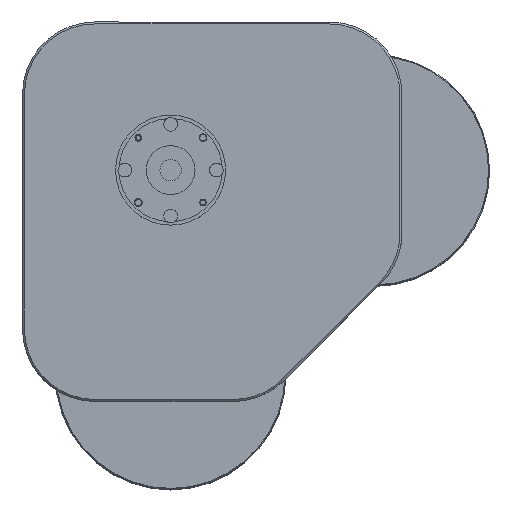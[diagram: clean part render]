
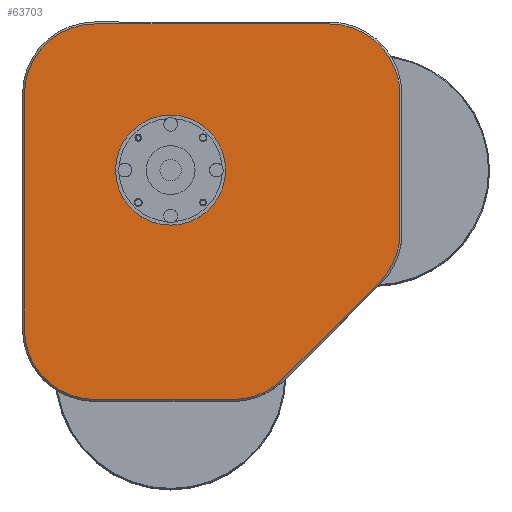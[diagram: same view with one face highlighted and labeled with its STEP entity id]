
A CAD part, top view. The second image highlights one B-rep face of the part: STEP entity #63703.
In plain terms, the highlighted planar face has unit normal (0, 0, 1).
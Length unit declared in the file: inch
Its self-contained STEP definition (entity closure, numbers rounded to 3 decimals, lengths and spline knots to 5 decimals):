
#906 = DIRECTION ( 'NONE',  ( 1., 0., 0. ) ) ;
#3812 = EDGE_CURVE ( 'NONE', #135508, #12931, #55941, .T. ) ;
#3971 = CIRCLE ( 'NONE', #17675, 0.72 ) ;
#5610 = ORIENTED_EDGE ( 'NONE', *, *, #6661, .F. ) ;
#6661 = EDGE_CURVE ( 'NONE', #57082, #128896, #84086, .T. ) ;
#6698 = CARTESIAN_POINT ( 'NONE',  ( -1.02453, -0.89752, 2.02878 ) ) ;
#11739 = CARTESIAN_POINT ( 'NONE',  ( -1.02453, -1.61752, 2.02878 ) ) ;
#12059 = CIRCLE ( 'NONE', #57916, 0.72 ) ;
#12931 = VERTEX_POINT ( 'NONE', #92738 ) ;
#14605 = EDGE_CURVE ( 'NONE', #117960, #57082, #85821, .T. ) ;
#17616 = CARTESIAN_POINT ( 'NONE',  ( -0.81203, 0.72747, 2.02878 ) ) ;
#17675 = AXIS2_PLACEMENT_3D ( 'NONE', #116245, #18070, #137701 ) ;
#18070 = DIRECTION ( 'NONE',  ( 0., 0., -1. ) ) ;
#18358 = EDGE_CURVE ( 'NONE', #128896, #99574, #137446, .T. ) ;
#23379 = ORIENTED_EDGE ( 'NONE', *, *, #34787, .F. ) ;
#30533 = DIRECTION ( 'NONE',  ( -1., 0., 0. ) ) ;
#31762 = EDGE_CURVE ( 'NONE', #99574, #94434, #12059, .T. ) ;
#32346 = DIRECTION ( 'NONE',  ( 1., 0., 0. ) ) ;
#33550 = CIRCLE ( 'NONE', #113665, 0.72 ) ;
#34431 = ORIENTED_EDGE ( 'NONE', *, *, #18358, .F. ) ;
#34787 = EDGE_CURVE ( 'NONE', #54775, #135508, #136393, .T. ) ;
#35435 = EDGE_CURVE ( 'NONE', #137939, #117960, #33550, .T. ) ;
#36498 = CARTESIAN_POINT ( 'NONE',  ( -0.24953, 0.72747, 2.02878 ) ) ;
#38903 = DIRECTION ( 'NONE',  ( 0., 0., -1. ) ) ;
#41473 = DIRECTION ( 'NONE',  ( -0.707, -0.707, 0. ) ) ;
#42280 = EDGE_CURVE ( 'NONE', #60469, #137939, #132644, .T. ) ;
#42571 = AXIS2_PLACEMENT_3D ( 'NONE', #36498, #112549, #123277 ) ;
#44176 = CARTESIAN_POINT ( 'NONE',  ( 0.38969, -1.61752, 2.02878 ) ) ;
#44519 = CARTESIAN_POINT ( 'NONE',  ( -1.74453, -0.89752, 2.02878 ) ) ;
#44647 = CARTESIAN_POINT ( 'NONE',  ( -1.02453, 2.22248, 2.02878 ) ) ;
#44907 = VERTEX_POINT ( 'NONE', #17616 ) ;
#45646 = FACE_OUTER_BOUND ( 'NONE', #99355, .T. ) ;
#46443 = VECTOR ( 'NONE', #41473, 39.37008 ) ;
#51363 = CARTESIAN_POINT ( 'NONE',  ( 2.09547, 1.50248, 2.02878 ) ) ;
#52020 = CARTESIAN_POINT ( 'NONE',  ( 1.88459, -0.42085, 2.02878 ) ) ;
#53951 = ORIENTED_EDGE ( 'NONE', *, *, #3812, .F. ) ;
#54775 = VERTEX_POINT ( 'NONE', #11739 ) ;
#55690 = DIRECTION ( 'NONE',  ( 0., 0., 1. ) ) ;
#55734 = VECTOR ( 'NONE', #30533, 39.37008 ) ;
#55941 = LINE ( 'NONE', #44519, #137480 ) ;
#56015 = CARTESIAN_POINT ( 'NONE',  ( 1.37547, 0.08826, 2.02878 ) ) ;
#56553 = AXIS2_PLACEMENT_3D ( 'NONE', #56015, #130478, #32346 ) ;
#57082 = VERTEX_POINT ( 'NONE', #118704 ) ;
#57916 = AXIS2_PLACEMENT_3D ( 'NONE', #114024, #102605, #80403 ) ;
#59015 = EDGE_CURVE ( 'NONE', #12931, #60469, #3971, .T. ) ;
#60469 = VERTEX_POINT ( 'NONE', #114909 ) ;
#62447 = CARTESIAN_POINT ( 'NONE',  ( 1.37547, 2.22248, 2.02878 ) ) ;
#63430 = CARTESIAN_POINT ( 'NONE',  ( -1.74453, -0.89752, 2.02878 ) ) ;
#63703 = ADVANCED_FACE ( 'NONE', ( #45646, #89385 ), #79286, .T. ) ;
#65607 = DIRECTION ( 'NONE',  ( 0., 0., -1. ) ) ;
#67681 = ORIENTED_EDGE ( 'NONE', *, *, #42280, .F. ) ;
#73190 = ORIENTED_EDGE ( 'NONE', *, *, #95092, .F. ) ;
#75704 = LINE ( 'NONE', #44176, #55734 ) ;
#78753 = VECTOR ( 'NONE', #906, 39.37008 ) ;
#79286 = PLANE ( 'NONE',  #93630 ) ;
#80403 = DIRECTION ( 'NONE',  ( 1., 0., 0. ) ) ;
#82358 = CARTESIAN_POINT ( 'NONE',  ( 1.16542, -1.14002, 2.02878 ) ) ;
#84086 = CIRCLE ( 'NONE', #56553, 0.72 ) ;
#85821 = LINE ( 'NONE', #99382, #111788 ) ;
#86361 = CARTESIAN_POINT ( 'NONE',  ( -0.24953, 0.72747, 2.02878 ) ) ;
#86472 = EDGE_CURVE ( 'NONE', #88948, #44907, #120436, .T. ) ;
#87232 = EDGE_CURVE ( 'NONE', #44907, #88948, #104478, .T. ) ;
#88948 = VERTEX_POINT ( 'NONE', #110966 ) ;
#89385 = FACE_BOUND ( 'NONE', #114374, .T. ) ;
#92738 = CARTESIAN_POINT ( 'NONE',  ( -1.74453, 1.50248, 2.02878 ) ) ;
#93630 = AXIS2_PLACEMENT_3D ( 'NONE', #110162, #55690, #132257 ) ;
#94434 = VERTEX_POINT ( 'NONE', #137434 ) ;
#95092 = EDGE_CURVE ( 'NONE', #94434, #54775, #75704, .T. ) ;
#98561 = CARTESIAN_POINT ( 'NONE',  ( 1.37547, 1.50248, 2.02878 ) ) ;
#98774 = CARTESIAN_POINT ( 'NONE',  ( 0.89881, -1.40664, 2.02878 ) ) ;
#99355 = EDGE_LOOP ( 'NONE', ( #34431, #5610, #132099, #139943, #67681, #101660, #53951, #23379, #73190, #121919 ) ) ;
#99382 = CARTESIAN_POINT ( 'NONE',  ( 2.09547, 1.50248, 2.02878 ) ) ;
#99574 = VERTEX_POINT ( 'NONE', #98774 ) ;
#101660 = ORIENTED_EDGE ( 'NONE', *, *, #59015, .F. ) ;
#102605 = DIRECTION ( 'NONE',  ( 0., 0., -1. ) ) ;
#104478 = CIRCLE ( 'NONE', #131904, 0.5625 ) ;
#110162 = CARTESIAN_POINT ( 'NONE',  ( 1.37547, 0.08826, 2.02878 ) ) ;
#110966 = CARTESIAN_POINT ( 'NONE',  ( 0.31297, 0.72747, 2.02878 ) ) ;
#111339 = AXIS2_PLACEMENT_3D ( 'NONE', #6698, #38903, #116323 ) ;
#111754 = ORIENTED_EDGE ( 'NONE', *, *, #86472, .F. ) ;
#111788 = VECTOR ( 'NONE', #130818, 39.37008 ) ;
#112549 = DIRECTION ( 'NONE',  ( 0., 0., 1. ) ) ;
#113665 = AXIS2_PLACEMENT_3D ( 'NONE', #98561, #65607, #128584 ) ;
#114024 = CARTESIAN_POINT ( 'NONE',  ( 0.38969, -0.89752, 2.02878 ) ) ;
#114374 = EDGE_LOOP ( 'NONE', ( #111754, #137551 ) ) ;
#114909 = CARTESIAN_POINT ( 'NONE',  ( -1.02453, 2.22248, 2.02878 ) ) ;
#116245 = CARTESIAN_POINT ( 'NONE',  ( -1.02453, 1.50248, 2.02878 ) ) ;
#116323 = DIRECTION ( 'NONE',  ( 1., 0., 0. ) ) ;
#117960 = VERTEX_POINT ( 'NONE', #51363 ) ;
#118704 = CARTESIAN_POINT ( 'NONE',  ( 2.09547, 0.08826, 2.02878 ) ) ;
#119984 = DIRECTION ( 'NONE',  ( 1., 0., 0. ) ) ;
#120436 = CIRCLE ( 'NONE', #42571, 0.5625 ) ;
#121919 = ORIENTED_EDGE ( 'NONE', *, *, #31762, .F. ) ;
#123277 = DIRECTION ( 'NONE',  ( 1., 0., 0. ) ) ;
#128584 = DIRECTION ( 'NONE',  ( 1., 0., 0. ) ) ;
#128896 = VERTEX_POINT ( 'NONE', #52020 ) ;
#129932 = DIRECTION ( 'NONE',  ( 0., 0., 1. ) ) ;
#130478 = DIRECTION ( 'NONE',  ( 0., 0., -1. ) ) ;
#130818 = DIRECTION ( 'NONE',  ( 0., -1., 0. ) ) ;
#131825 = DIRECTION ( 'NONE',  ( 0., 1., 0. ) ) ;
#131904 = AXIS2_PLACEMENT_3D ( 'NONE', #86361, #129932, #119984 ) ;
#132099 = ORIENTED_EDGE ( 'NONE', *, *, #14605, .F. ) ;
#132257 = DIRECTION ( 'NONE',  ( 1., 0., 0. ) ) ;
#132644 = LINE ( 'NONE', #44647, #78753 ) ;
#135508 = VERTEX_POINT ( 'NONE', #63430 ) ;
#136393 = CIRCLE ( 'NONE', #111339, 0.72 ) ;
#137434 = CARTESIAN_POINT ( 'NONE',  ( 0.38969, -1.61752, 2.02878 ) ) ;
#137446 = LINE ( 'NONE', #82358, #46443 ) ;
#137480 = VECTOR ( 'NONE', #131825, 39.37008 ) ;
#137551 = ORIENTED_EDGE ( 'NONE', *, *, #87232, .F. ) ;
#137701 = DIRECTION ( 'NONE',  ( 1., 0., 0. ) ) ;
#137939 = VERTEX_POINT ( 'NONE', #62447 ) ;
#139943 = ORIENTED_EDGE ( 'NONE', *, *, #35435, .F. ) ;
